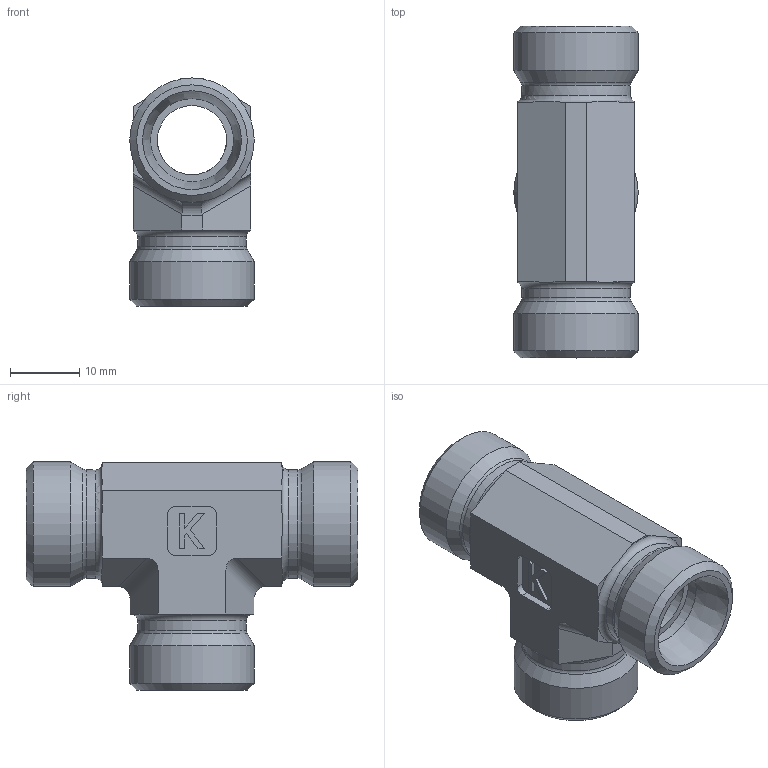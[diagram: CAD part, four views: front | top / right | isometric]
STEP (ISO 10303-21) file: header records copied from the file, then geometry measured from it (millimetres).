
FILE_DESCRIPTION((''),'2;1');
FILE_NAME('371121818.stp','2014-08-13T15:33:19',(''),('KNOMI spol. s r. o.'),'Autodesk Inventor 2012','Autodesk Inventor 2012','');
FILE_SCHEMA(('AUTOMOTIVE_DESIGN { 1 2 10303 214 0 1 1 1 }'));
Length unit declared in the file: millimetre
Products named in the file (1): TS2 12L    3xM18  Js10
Bounding box: 18 x 48 x 33 mm (x, y, z)
Volume: 9041.9 mm3; surface area: 6116 mm2
Topology: 1 solids, 1 shells, 95 faces, 256 edges, 167 vertices
Faces by surface type: plane 59, cylinder 21, cone 9, torus 6
Full cylindrical faces by diameter (mm): 10 x2, 12 x3, 15.7 x3, 18 x3
Entity records: 2914 total; most frequent: CARTESIAN_POINT 644, DIRECTION 466, ORIENTED_EDGE 436, EDGE_CURVE 218, AXIS2_PLACEMENT_3D 170, VERTEX_POINT 156, EDGE_LOOP 130, VECTOR 126
